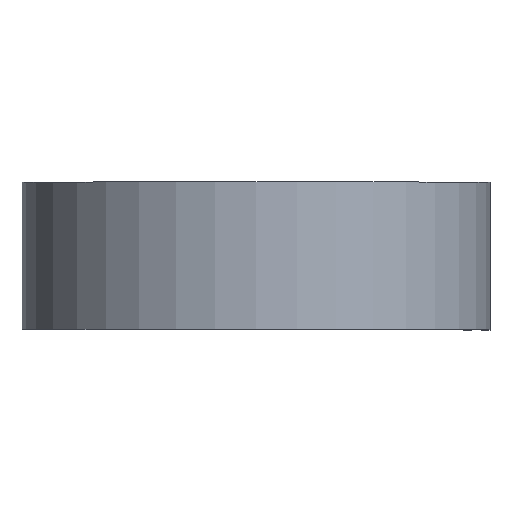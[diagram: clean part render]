
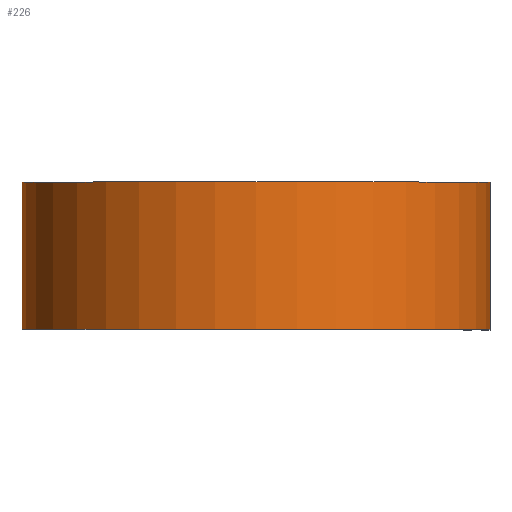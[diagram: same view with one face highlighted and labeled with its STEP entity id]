
A CAD part, top view. The second image highlights one B-rep face of the part: STEP entity #226.
In plain terms, the highlighted cylindrical face has radius 35.344 mm (diameter 70.688 mm), a partial arc.
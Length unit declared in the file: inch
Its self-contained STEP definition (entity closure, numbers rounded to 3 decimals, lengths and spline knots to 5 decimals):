
#37 = DIRECTION ( 'NONE',  ( 0., -1., 0. ) ) ;
#45 = CARTESIAN_POINT ( 'NONE',  ( 0., 0.4375, -1.3915 ) ) ;
#58 = ORIENTED_EDGE ( 'NONE', *, *, #421, .T. ) ;
#61 = CARTESIAN_POINT ( 'NONE',  ( 1.3915, 0.4375, 0. ) ) ;
#89 = VERTEX_POINT ( 'NONE', #239 ) ;
#114 = ORIENTED_EDGE ( 'NONE', *, *, #177, .F. ) ;
#135 = CIRCLE ( 'NONE', #196, 1.3915 ) ;
#177 = EDGE_CURVE ( 'NONE', #462, #255, #661, .T. ) ;
#190 = EDGE_LOOP ( 'NONE', ( #58, #114, #527, #500 ) ) ;
#196 = AXIS2_PLACEMENT_3D ( 'NONE', #257, #249, #555 ) ;
#226 = ADVANCED_FACE ( 'NONE', ( #680 ), #700, .T. ) ;
#239 = CARTESIAN_POINT ( 'NONE',  ( 0., 0.4375, -1.3915 ) ) ;
#249 = DIRECTION ( 'NONE',  ( 0., 1., 0. ) ) ;
#255 = VERTEX_POINT ( 'NONE', #511 ) ;
#257 = CARTESIAN_POINT ( 'NONE',  ( 0., -0.4375, 0. ) ) ;
#306 = CIRCLE ( 'NONE', #385, 1.3915 ) ;
#329 = LINE ( 'NONE', #45, #545 ) ;
#385 = AXIS2_PLACEMENT_3D ( 'NONE', #611, #608, #579 ) ;
#403 = CARTESIAN_POINT ( 'NONE',  ( 1.3915, 0.4375, 0. ) ) ;
#421 = EDGE_CURVE ( 'NONE', #533, #255, #135, .T. ) ;
#462 = VERTEX_POINT ( 'NONE', #61 ) ;
#473 = AXIS2_PLACEMENT_3D ( 'NONE', #717, #37, #556 ) ;
#483 = EDGE_CURVE ( 'NONE', #89, #462, #306, .T. ) ;
#493 = EDGE_CURVE ( 'NONE', #89, #533, #329, .T. ) ;
#500 = ORIENTED_EDGE ( 'NONE', *, *, #493, .T. ) ;
#503 = CARTESIAN_POINT ( 'NONE',  ( 0., -0.4375, -1.3915 ) ) ;
#511 = CARTESIAN_POINT ( 'NONE',  ( 1.3915, -0.4375, 0. ) ) ;
#512 = DIRECTION ( 'NONE',  ( 0., -1., 0. ) ) ;
#527 = ORIENTED_EDGE ( 'NONE', *, *, #483, .F. ) ;
#533 = VERTEX_POINT ( 'NONE', #503 ) ;
#545 = VECTOR ( 'NONE', #621, 39.37008 ) ;
#555 = DIRECTION ( 'NONE',  ( 1., 0., 0. ) ) ;
#556 = DIRECTION ( 'NONE',  ( 0., 0., -1. ) ) ;
#579 = DIRECTION ( 'NONE',  ( 1., 0., 0. ) ) ;
#608 = DIRECTION ( 'NONE',  ( 0., 1., 0. ) ) ;
#611 = CARTESIAN_POINT ( 'NONE',  ( 0., 0.4375, 0. ) ) ;
#621 = DIRECTION ( 'NONE',  ( 0., -1., 0. ) ) ;
#661 = LINE ( 'NONE', #403, #665 ) ;
#665 = VECTOR ( 'NONE', #512, 39.37008 ) ;
#680 = FACE_OUTER_BOUND ( 'NONE', #190, .T. ) ;
#700 = CYLINDRICAL_SURFACE ( 'NONE', #473, 1.3915 ) ;
#717 = CARTESIAN_POINT ( 'NONE',  ( 0., 0.4375, 0. ) ) ;
